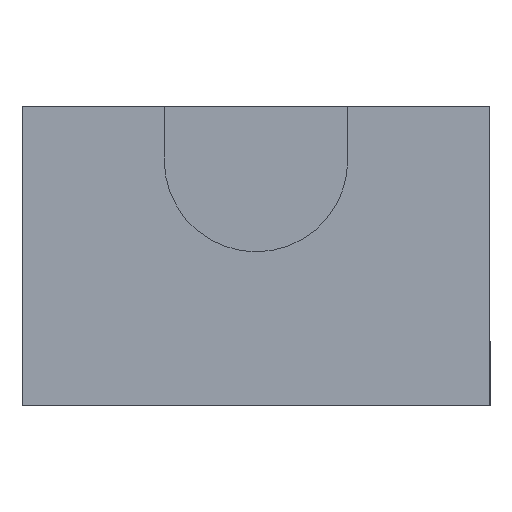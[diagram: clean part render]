
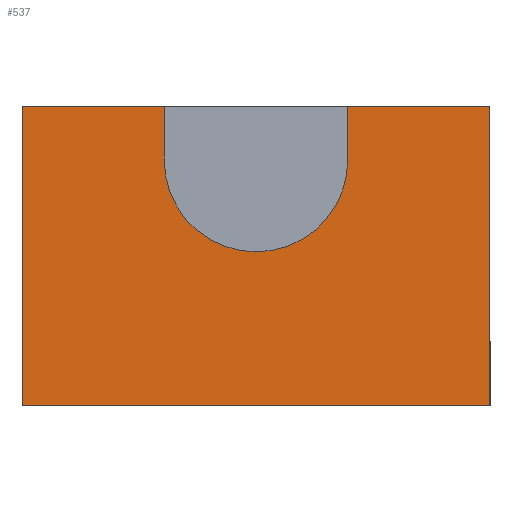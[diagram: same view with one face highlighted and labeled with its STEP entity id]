
A CAD part, front view. The second image highlights one B-rep face of the part: STEP entity #537.
In plain terms, the highlighted planar face has unit normal (0, -1, 0).
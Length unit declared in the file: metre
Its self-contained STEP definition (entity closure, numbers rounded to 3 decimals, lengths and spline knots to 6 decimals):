
#39=PLANE('',#596);
#68=FACE_OUTER_BOUND('',#106,.T.);
#106=EDGE_LOOP('',(#468,#469,#470,#471,#472,#473,#474,#475));
#131=LINE('',#820,#187);
#137=LINE('',#832,#193);
#157=LINE('',#873,#213);
#161=LINE('',#880,#217);
#166=LINE('',#889,#222);
#167=LINE('',#890,#223);
#168=LINE('',#891,#224);
#187=VECTOR('',#671,1.);
#193=VECTOR('',#677,1.);
#213=VECTOR('',#713,1.);
#217=VECTOR('',#719,1.);
#222=VECTOR('',#732,1.);
#223=VECTOR('',#733,1.);
#224=VECTOR('',#734,1.);
#228=CIRCLE('',#560,0.0085);
#244=VERTEX_POINT('',#754);
#245=VERTEX_POINT('',#755);
#269=VERTEX_POINT('',#817);
#270=VERTEX_POINT('',#819);
#275=VERTEX_POINT('',#829);
#276=VERTEX_POINT('',#831);
#288=VERTEX_POINT('',#870);
#289=VERTEX_POINT('',#872);
#292=EDGE_CURVE('',#244,#245,#228,.T.);
#323=EDGE_CURVE('',#270,#269,#131,.T.);
#329=EDGE_CURVE('',#276,#275,#137,.T.);
#349=EDGE_CURVE('',#288,#289,#157,.T.);
#353=EDGE_CURVE('',#289,#275,#161,.T.);
#358=EDGE_CURVE('',#288,#270,#166,.T.);
#359=EDGE_CURVE('',#269,#244,#167,.T.);
#360=EDGE_CURVE('',#245,#276,#168,.T.);
#468=ORIENTED_EDGE('',*,*,#353,.F.);
#469=ORIENTED_EDGE('',*,*,#349,.F.);
#470=ORIENTED_EDGE('',*,*,#358,.T.);
#471=ORIENTED_EDGE('',*,*,#323,.T.);
#472=ORIENTED_EDGE('',*,*,#359,.T.);
#473=ORIENTED_EDGE('',*,*,#292,.T.);
#474=ORIENTED_EDGE('',*,*,#360,.T.);
#475=ORIENTED_EDGE('',*,*,#329,.T.);
#537=ADVANCED_FACE('',(#68),#39,.T.);
#560=AXIS2_PLACEMENT_3D('',#756,#608,#609);
#596=AXIS2_PLACEMENT_3D('',#888,#730,#731);
#608=DIRECTION('center_axis',(0.,1.,0.));
#609=DIRECTION('ref_axis',(-1.,0.,0.));
#671=DIRECTION('',(-1.,0.,0.));
#677=DIRECTION('',(-1.,0.,0.));
#713=DIRECTION('',(-1.,0.,0.));
#719=DIRECTION('',(0.,0.,1.));
#730=DIRECTION('center_axis',(0.,-1.,0.));
#731=DIRECTION('ref_axis',(0.999,0.,-0.053));
#732=DIRECTION('',(0.,0.,1.));
#733=DIRECTION('',(0.,0.,-1.));
#734=DIRECTION('',(0.,0.,1.));
#754=CARTESIAN_POINT('',(0.00491,0.260478,0.049021));
#755=CARTESIAN_POINT('',(-0.01209,0.260478,0.048975));
#756=CARTESIAN_POINT('Origin',(-0.00359,0.260478,0.048975));
#817=CARTESIAN_POINT('',(0.00491,0.260478,0.053975));
#819=CARTESIAN_POINT('',(0.018082,0.260478,0.053975));
#820=CARTESIAN_POINT('',(0.00841,0.260478,0.053975));
#829=CARTESIAN_POINT('',(-0.025266,0.260478,0.053975));
#831=CARTESIAN_POINT('',(-0.01209,0.260478,0.053975));
#832=CARTESIAN_POINT('',(-0.025266,0.260478,0.053975));
#870=CARTESIAN_POINT('',(0.018082,0.260478,0.0262));
#872=CARTESIAN_POINT('',(-0.025266,0.260478,0.0262));
#873=CARTESIAN_POINT('',(-0.01559,0.260478,0.0262));
#880=CARTESIAN_POINT('',(-0.025266,0.260478,0.0262));
#888=CARTESIAN_POINT('Origin',(-0.00359,0.260478,0.048975));
#889=CARTESIAN_POINT('',(0.018082,0.260478,0.053975));
#890=CARTESIAN_POINT('',(0.00491,0.260478,0.049021));
#891=CARTESIAN_POINT('',(-0.01209,0.260478,0.048975));
